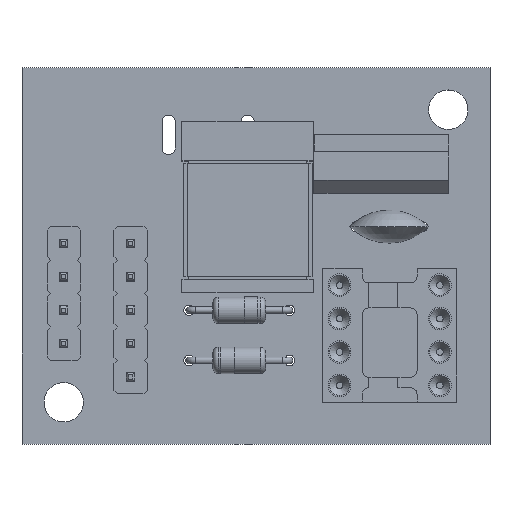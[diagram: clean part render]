
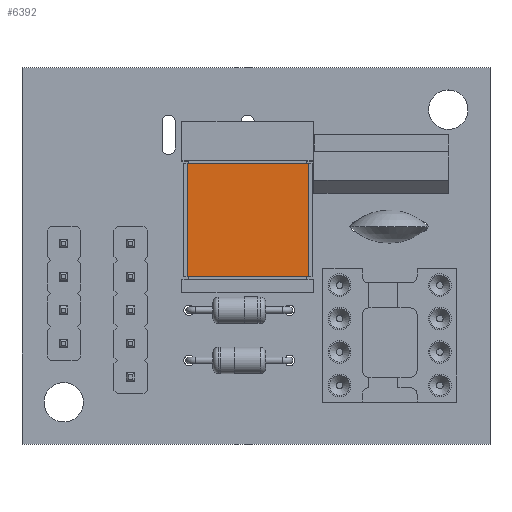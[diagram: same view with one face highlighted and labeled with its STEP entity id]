
A CAD part, top view. The second image highlights one B-rep face of the part: STEP entity #6392.
In plain terms, the highlighted planar face has unit normal (0, 0, 1).
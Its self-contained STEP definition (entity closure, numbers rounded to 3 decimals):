
#4677 = VERTEX_POINT('',#4678);
#4678 = CARTESIAN_POINT('',(-5.235,-1.593,8.9));
#4692 = PLANE('',#4693);
#4693 = AXIS2_PLACEMENT_3D('',#4694,#4695,#4696);
#4694 = CARTESIAN_POINT('',(4.265,-1.593,8.6));
#4695 = DIRECTION('',(0.,-1.,0.));
#4696 = DIRECTION('',(-1.,0.,0.));
#4735 = VERTEX_POINT('',#4736);
#4736 = CARTESIAN_POINT('',(-5.235,7.008,8.9));
#4778 = PLANE('',#4779);
#4779 = AXIS2_PLACEMENT_3D('',#4780,#4781,#4782);
#4780 = CARTESIAN_POINT('',(-5.535,7.008,8.6));
#4781 = DIRECTION('',(0.,1.,0.));
#4782 = DIRECTION('',(1.,0.,0.));
#5325 = PLANE('',#5326);
#5326 = AXIS2_PLACEMENT_3D('',#5327,#5328,#5329);
#5327 = CARTESIAN_POINT('',(-5.235,1.208,-3.));
#5328 = DIRECTION('',(1.,0.,0.));
#5329 = DIRECTION('',(0.,0.,1.));
#5390 = VERTEX_POINT('',#5391);
#5391 = CARTESIAN_POINT('',(3.965,-1.593,8.9));
#5417 = EDGE_CURVE('',#5390,#4677,#5418,.T.);
#5418 = SURFACE_CURVE('',#5419,(#5423,#5430),.PCURVE_S1.);
#5419 = LINE('',#5420,#5421);
#5420 = CARTESIAN_POINT('',(4.265,-1.593,8.9));
#5421 = VECTOR('',#5422,1.);
#5422 = DIRECTION('',(-1.,0.,0.));
#5423 = PCURVE('',#4692,#5424);
#5424 = DEFINITIONAL_REPRESENTATION('',(#5425),#5429);
#5425 = LINE('',#5426,#5427);
#5426 = CARTESIAN_POINT('',(0.,-0.3));
#5427 = VECTOR('',#5428,1.);
#5428 = DIRECTION('',(1.,0.));
#5429 = ( GEOMETRIC_REPRESENTATION_CONTEXT(2) 
PARAMETRIC_REPRESENTATION_CONTEXT() REPRESENTATION_CONTEXT('2D SPACE',''
  ) );
#5430 = PCURVE('',#5431,#5436);
#5431 = PLANE('',#5432);
#5432 = AXIS2_PLACEMENT_3D('',#5433,#5434,#5435);
#5433 = CARTESIAN_POINT('',(-5.535,7.008,8.9));
#5434 = DIRECTION('',(0.,0.,1.));
#5435 = DIRECTION('',(1.,0.,0.));
#5436 = DEFINITIONAL_REPRESENTATION('',(#5437),#5441);
#5437 = LINE('',#5438,#5439);
#5438 = CARTESIAN_POINT('',(9.8,-8.6));
#5439 = VECTOR('',#5440,1.);
#5440 = DIRECTION('',(-1.,0.));
#5441 = ( GEOMETRIC_REPRESENTATION_CONTEXT(2) 
PARAMETRIC_REPRESENTATION_CONTEXT() REPRESENTATION_CONTEXT('2D SPACE',''
  ) );
#5574 = EDGE_CURVE('',#4735,#5575,#5577,.T.);
#5575 = VERTEX_POINT('',#5576);
#5576 = CARTESIAN_POINT('',(3.965,7.008,8.9));
#5577 = SURFACE_CURVE('',#5578,(#5582,#5589),.PCURVE_S1.);
#5578 = LINE('',#5579,#5580);
#5579 = CARTESIAN_POINT('',(-5.535,7.008,8.9));
#5580 = VECTOR('',#5581,1.);
#5581 = DIRECTION('',(1.,0.,0.));
#5582 = PCURVE('',#4778,#5583);
#5583 = DEFINITIONAL_REPRESENTATION('',(#5584),#5588);
#5584 = LINE('',#5585,#5586);
#5585 = CARTESIAN_POINT('',(0.,-0.3));
#5586 = VECTOR('',#5587,1.);
#5587 = DIRECTION('',(1.,0.));
#5588 = ( GEOMETRIC_REPRESENTATION_CONTEXT(2) 
PARAMETRIC_REPRESENTATION_CONTEXT() REPRESENTATION_CONTEXT('2D SPACE',''
  ) );
#5589 = PCURVE('',#5431,#5590);
#5590 = DEFINITIONAL_REPRESENTATION('',(#5591),#5595);
#5591 = LINE('',#5592,#5593);
#5592 = CARTESIAN_POINT('',(0.,0.));
#5593 = VECTOR('',#5594,1.);
#5594 = DIRECTION('',(1.,0.));
#5595 = ( GEOMETRIC_REPRESENTATION_CONTEXT(2) 
PARAMETRIC_REPRESENTATION_CONTEXT() REPRESENTATION_CONTEXT('2D SPACE',''
  ) );
#6318 = EDGE_CURVE('',#4677,#4735,#6319,.T.);
#6319 = SURFACE_CURVE('',#6320,(#6324,#6331),.PCURVE_S1.);
#6320 = LINE('',#6321,#6322);
#6321 = CARTESIAN_POINT('',(-5.235,4.108,8.9));
#6322 = VECTOR('',#6323,1.);
#6323 = DIRECTION('',(0.,1.,0.));
#6324 = PCURVE('',#5325,#6325);
#6325 = DEFINITIONAL_REPRESENTATION('',(#6326),#6330);
#6326 = LINE('',#6327,#6328);
#6327 = CARTESIAN_POINT('',(11.9,-2.9));
#6328 = VECTOR('',#6329,1.);
#6329 = DIRECTION('',(0.,-1.));
#6330 = ( GEOMETRIC_REPRESENTATION_CONTEXT(2) 
PARAMETRIC_REPRESENTATION_CONTEXT() REPRESENTATION_CONTEXT('2D SPACE',''
  ) );
#6331 = PCURVE('',#5431,#6332);
#6332 = DEFINITIONAL_REPRESENTATION('',(#6333),#6337);
#6333 = LINE('',#6334,#6335);
#6334 = CARTESIAN_POINT('',(0.3,-2.9));
#6335 = VECTOR('',#6336,1.);
#6336 = DIRECTION('',(0.,1.));
#6337 = ( GEOMETRIC_REPRESENTATION_CONTEXT(2) 
PARAMETRIC_REPRESENTATION_CONTEXT() REPRESENTATION_CONTEXT('2D SPACE',''
  ) );
#6392 = ADVANCED_FACE('',(#6393),#5431,.T.);
#6393 = FACE_BOUND('',#6394,.T.);
#6394 = EDGE_LOOP('',(#6395,#6421,#6422,#6423));
#6395 = ORIENTED_EDGE('',*,*,#6396,.T.);
#6396 = EDGE_CURVE('',#5390,#5575,#6397,.T.);
#6397 = SURFACE_CURVE('',#6398,(#6402,#6409),.PCURVE_S1.);
#6398 = LINE('',#6399,#6400);
#6399 = CARTESIAN_POINT('',(3.965,-1.593,8.9));
#6400 = VECTOR('',#6401,1.);
#6401 = DIRECTION('',(0.,1.,0.));
#6402 = PCURVE('',#5431,#6403);
#6403 = DEFINITIONAL_REPRESENTATION('',(#6404),#6408);
#6404 = LINE('',#6405,#6406);
#6405 = CARTESIAN_POINT('',(9.5,-8.6));
#6406 = VECTOR('',#6407,1.);
#6407 = DIRECTION('',(0.,1.));
#6408 = ( GEOMETRIC_REPRESENTATION_CONTEXT(2) 
PARAMETRIC_REPRESENTATION_CONTEXT() REPRESENTATION_CONTEXT('2D SPACE',''
  ) );
#6409 = PCURVE('',#6410,#6415);
#6410 = PLANE('',#6411);
#6411 = AXIS2_PLACEMENT_3D('',#6412,#6413,#6414);
#6412 = CARTESIAN_POINT('',(4.265,-1.593,8.9));
#6413 = DIRECTION('',(0.,0.,-1.));
#6414 = DIRECTION('',(0.,1.,0.));
#6415 = DEFINITIONAL_REPRESENTATION('',(#6416),#6420);
#6416 = LINE('',#6417,#6418);
#6417 = CARTESIAN_POINT('',(0.,-0.3));
#6418 = VECTOR('',#6419,1.);
#6419 = DIRECTION('',(1.,0.));
#6420 = ( GEOMETRIC_REPRESENTATION_CONTEXT(2) 
PARAMETRIC_REPRESENTATION_CONTEXT() REPRESENTATION_CONTEXT('2D SPACE',''
  ) );
#6421 = ORIENTED_EDGE('',*,*,#5574,.F.);
#6422 = ORIENTED_EDGE('',*,*,#6318,.F.);
#6423 = ORIENTED_EDGE('',*,*,#5417,.F.);
